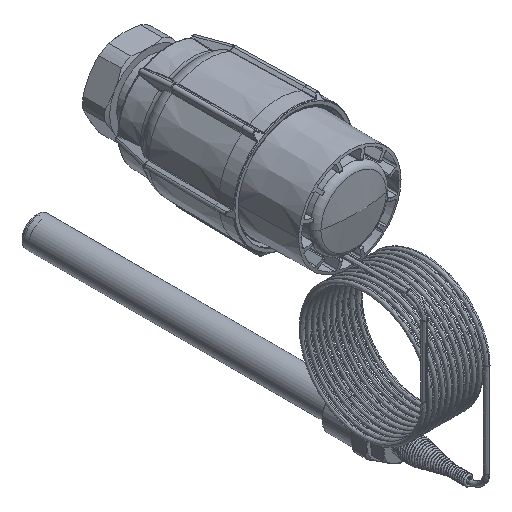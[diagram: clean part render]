
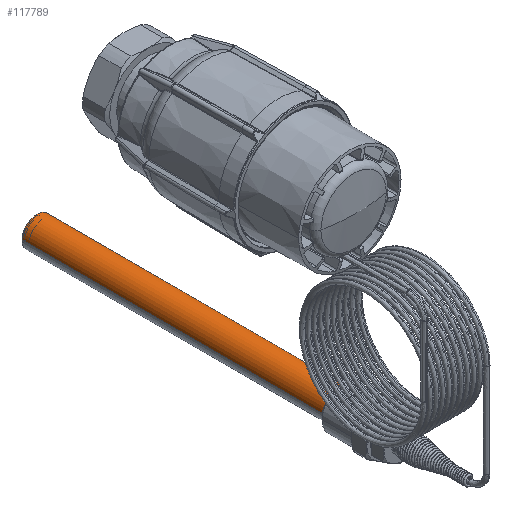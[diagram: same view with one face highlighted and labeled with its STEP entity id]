
A CAD part, isometric view. The second image highlights one B-rep face of the part: STEP entity #117789.
In plain terms, the highlighted cylindrical face has radius 9.5 mm (diameter 19 mm), a partial arc.
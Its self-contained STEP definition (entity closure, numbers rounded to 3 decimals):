
#117657=DIRECTION('',(0.,-1.,0.));
#117658=VECTOR('',#117657,203.);
#117659=CARTESIAN_POINT('',(-9.5,203.,0.));
#117660=LINE('',#117659,#117658);
#117661=CARTESIAN_POINT('',(0.,203.,0.));
#117662=DIRECTION('',(0.,1.,0.));
#117663=DIRECTION('',(-1.,0.,0.));
#117664=AXIS2_PLACEMENT_3D('',#117661,#117662,#117663);
#117666=DIRECTION('',(0.,-1.,0.));
#117667=VECTOR('',#117666,203.);
#117668=CARTESIAN_POINT('',(9.5,203.,0.));
#117669=LINE('',#117668,#117667);
#117731=CARTESIAN_POINT('',(0.,0.,0.));
#117732=DIRECTION('',(0.,1.,0.));
#117733=DIRECTION('',(-1.,0.,0.));
#117734=AXIS2_PLACEMENT_3D('',#117731,#117732,#117733);
#117736=CARTESIAN_POINT('',(-9.5,203.,0.));
#117737=CARTESIAN_POINT('',(-9.5,0.,0.));
#117738=VERTEX_POINT('',#117736);
#117739=VERTEX_POINT('',#117737);
#117748=CARTESIAN_POINT('',(9.5,203.,0.));
#117749=CARTESIAN_POINT('',(9.5,0.,0.));
#117750=VERTEX_POINT('',#117748);
#117751=VERTEX_POINT('',#117749);
#117776=CARTESIAN_POINT('',(0.,213.15,0.));
#117777=DIRECTION('',(0.,-1.,0.));
#117778=DIRECTION('',(-1.,0.,0.));
#117779=AXIS2_PLACEMENT_3D('',#117776,#117777,#117778);
#117780=CYLINDRICAL_SURFACE('',#117779,9.5);
#117781=ORIENTED_EDGE('',*,*,#117765,.F.);
#117783=ORIENTED_EDGE('',*,*,#117782,.T.);
#117784=ORIENTED_EDGE('',*,*,#117769,.T.);
#117786=ORIENTED_EDGE('',*,*,#117785,.F.);
#117787=EDGE_LOOP('',(#117781,#117783,#117784,#117786));
#117788=FACE_OUTER_BOUND('',#117787,.F.);
#117665=CIRCLE('',#117664,9.5);
#117735=CIRCLE('',#117734,9.5);
#117765=EDGE_CURVE('',#117738,#117739,#117660,.T.);
#117769=EDGE_CURVE('',#117750,#117751,#117669,.T.);
#117782=EDGE_CURVE('',#117738,#117750,#117665,.T.);
#117785=EDGE_CURVE('',#117739,#117751,#117735,.T.);
#117789=ADVANCED_FACE('',(#117788),#117780,.T.);
